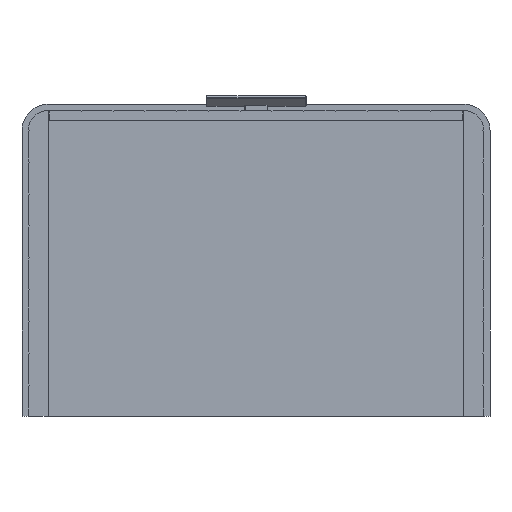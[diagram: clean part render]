
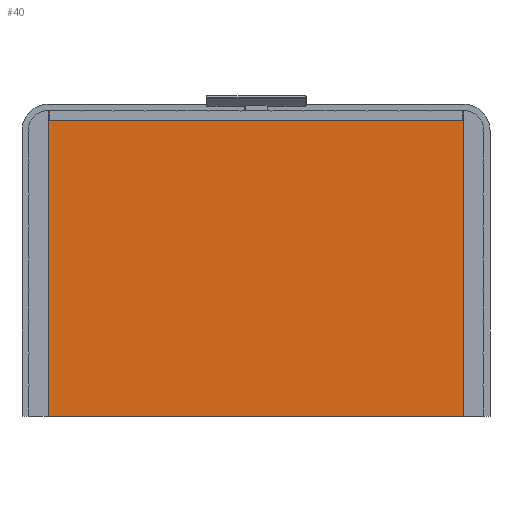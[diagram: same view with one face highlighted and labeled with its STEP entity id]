
A CAD part, front view. The second image highlights one B-rep face of the part: STEP entity #40.
In plain terms, the highlighted planar face has unit normal (0, -1, 0).
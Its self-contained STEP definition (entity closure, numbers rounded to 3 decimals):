
#38 = LINE ( 'NONE', #3227, #3050 ) ;
#40 = ADVANCED_FACE ( 'NONE', ( #4075 ), #3537, .T. ) ;
#443 = EDGE_CURVE ( 'NONE', #3147, #4304, #4881, .T. ) ;
#647 = DIRECTION ( 'NONE',  ( 0., -1., 0. ) ) ;
#670 = CARTESIAN_POINT ( 'NONE',  ( -333., 0., 474. ) ) ;
#803 = AXIS2_PLACEMENT_3D ( 'NONE', #1382, #647, #965 ) ;
#955 = VERTEX_POINT ( 'NONE', #1693 ) ;
#965 = DIRECTION ( 'NONE',  ( 1., 0., 0. ) ) ;
#1049 = ORIENTED_EDGE ( 'NONE', *, *, #1780, .T. ) ;
#1209 = ORIENTED_EDGE ( 'NONE', *, *, #1709, .F. ) ;
#1322 = VECTOR ( 'NONE', #3024, 1000. ) ;
#1382 = CARTESIAN_POINT ( 'NONE',  ( 333., 0., 1240.783 ) ) ;
#1594 = DIRECTION ( 'NONE',  ( -1., 0., 0. ) ) ;
#1693 = CARTESIAN_POINT ( 'NONE',  ( 333., 0., 474. ) ) ;
#1709 = EDGE_CURVE ( 'NONE', #955, #3147, #3903, .T. ) ;
#1740 = CARTESIAN_POINT ( 'NONE',  ( 333., 0., 0. ) ) ;
#1780 = EDGE_CURVE ( 'NONE', #955, #2210, #38, .T. ) ;
#1952 = DIRECTION ( 'NONE',  ( 0., 0., -1. ) ) ;
#1995 = CARTESIAN_POINT ( 'NONE',  ( -333., 0., 1240.783 ) ) ;
#2210 = VERTEX_POINT ( 'NONE', #670 ) ;
#2838 = CARTESIAN_POINT ( 'NONE',  ( 333., 0., 0. ) ) ;
#3024 = DIRECTION ( 'NONE',  ( -1., 0., 0. ) ) ;
#3050 = VECTOR ( 'NONE', #1594, 1000. ) ;
#3124 = CARTESIAN_POINT ( 'NONE',  ( 333., 0., 1240.783 ) ) ;
#3147 = VERTEX_POINT ( 'NONE', #2838 ) ;
#3227 = CARTESIAN_POINT ( 'NONE',  ( 333., 0., 474. ) ) ;
#3537 = PLANE ( 'NONE',  #803 ) ;
#3903 = LINE ( 'NONE', #3124, #4959 ) ;
#4075 = FACE_OUTER_BOUND ( 'NONE', #5215, .T. ) ;
#4145 = ORIENTED_EDGE ( 'NONE', *, *, #443, .F. ) ;
#4247 = EDGE_CURVE ( 'NONE', #2210, #4304, #4594, .T. ) ;
#4304 = VERTEX_POINT ( 'NONE', #4817 ) ;
#4408 = VECTOR ( 'NONE', #5289, 1000. ) ;
#4594 = LINE ( 'NONE', #1995, #4408 ) ;
#4817 = CARTESIAN_POINT ( 'NONE',  ( -333., 0., 0. ) ) ;
#4881 = LINE ( 'NONE', #1740, #1322 ) ;
#4959 = VECTOR ( 'NONE', #1952, 1000. ) ;
#5170 = ORIENTED_EDGE ( 'NONE', *, *, #4247, .T. ) ;
#5215 = EDGE_LOOP ( 'NONE', ( #1209, #1049, #5170, #4145 ) ) ;
#5289 = DIRECTION ( 'NONE',  ( 0., 0., -1. ) ) ;
